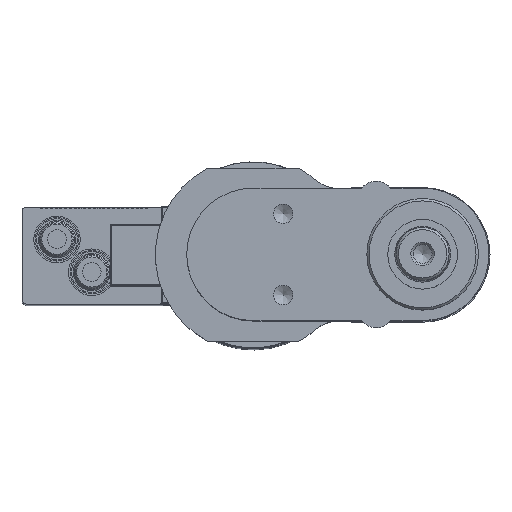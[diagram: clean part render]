
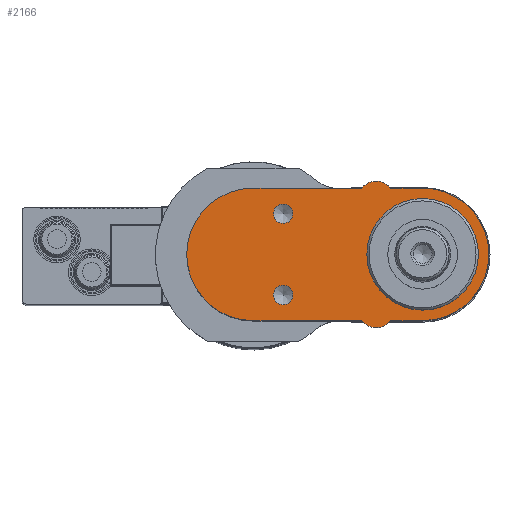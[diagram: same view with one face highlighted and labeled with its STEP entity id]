
A CAD part, top view. The second image highlights one B-rep face of the part: STEP entity #2166.
In plain terms, the highlighted planar face has unit normal (0, 0, 1).
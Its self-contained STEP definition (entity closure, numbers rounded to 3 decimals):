
#1374=CARTESIAN_POINT('',(21.688,60.0,108.0));
#1375=VERTEX_POINT('',#1374);
#1376=CARTESIAN_POINT('',(17.5,60.0,108.0));
#1377=DIRECTION('',(0.0,0.0,-1.0));
#1378=DIRECTION('',(1.0,0.0,0.0));
#1379=AXIS2_PLACEMENT_3D('',#1376,#1377,#1378);
#1380=CIRCLE('',#1379,4.188);
#1381=EDGE_CURVE('',#1375,#1375,#1380,.T.);
#1453=CARTESIAN_POINT('',(-13.312,60.0,108.0));
#1454=VERTEX_POINT('',#1453);
#1455=CARTESIAN_POINT('',(-17.5,60.0,108.0));
#1456=DIRECTION('',(0.0,0.0,-1.0));
#1457=DIRECTION('',(1.0,0.0,0.0));
#1458=AXIS2_PLACEMENT_3D('',#1455,#1456,#1457);
#1459=CIRCLE('',#1458,4.188);
#1460=EDGE_CURVE('',#1454,#1454,#1459,.T.);
#1571=CARTESIAN_POINT('',(28.5,73.0,108.0));
#1572=VERTEX_POINT('',#1571);
#1579=CARTESIAN_POINT('',(28.5,26.245,108.0));
#1580=VERTEX_POINT('',#1579);
#1581=CARTESIAN_POINT('',(28.5,73.0,108.0));
#1582=DIRECTION('',(0.0,-1.0,0.0));
#1583=VECTOR('',#1582,46.755);
#1584=LINE('',#1581,#1583);
#1585=EDGE_CURVE('',#1572,#1580,#1584,.T.);
#1603=CARTESIAN_POINT('',(28.5,13.755,108.0));
#1604=VERTEX_POINT('',#1603);
#1611=CARTESIAN_POINT('',(28.5,0.0,108.0));
#1612=VERTEX_POINT('',#1611);
#1613=CARTESIAN_POINT('',(28.5,13.755,108.0));
#1614=DIRECTION('',(0.0,-1.0,0.0));
#1615=VECTOR('',#1614,13.755);
#1616=LINE('',#1613,#1615);
#1617=EDGE_CURVE('',#1604,#1612,#1616,.T.);
#1796=CARTESIAN_POINT('',(-28.5,73.0,108.0));
#1797=VERTEX_POINT('',#1796);
#1804=CARTESIAN_POINT('',(0.0,73.0,108.0));
#1805=DIRECTION('',(0.0,0.0,-1.0));
#1806=DIRECTION('',(1.0,0.0,0.0));
#1807=AXIS2_PLACEMENT_3D('',#1804,#1805,#1806);
#1808=CIRCLE('',#1807,28.5);
#1809=EDGE_CURVE('',#1797,#1572,#1808,.T.);
#1823=CARTESIAN_POINT('',(-28.5,0.0,108.0));
#1824=VERTEX_POINT('',#1823);
#1831=CARTESIAN_POINT('',(-28.5,13.755,108.0));
#1832=VERTEX_POINT('',#1831);
#1833=CARTESIAN_POINT('',(-28.5,0.0,108.0));
#1834=DIRECTION('',(0.0,1.0,0.0));
#1835=VECTOR('',#1834,13.755);
#1836=LINE('',#1833,#1835);
#1837=EDGE_CURVE('',#1824,#1832,#1836,.T.);
#1855=CARTESIAN_POINT('',(-28.5,26.245,108.0));
#1856=VERTEX_POINT('',#1855);
#1863=CARTESIAN_POINT('',(-28.5,26.245,108.0));
#1864=DIRECTION('',(0.0,1.0,0.0));
#1865=VECTOR('',#1864,46.755);
#1866=LINE('',#1863,#1865);
#1867=EDGE_CURVE('',#1856,#1797,#1866,.T.);
#2029=CARTESIAN_POINT('',(24.,0.,108.0));
#2030=VERTEX_POINT('',#2029);
#2031=CARTESIAN_POINT('',(0.0,0.0,108.0));
#2032=DIRECTION('',(0.0,0.0,-1.0));
#2033=DIRECTION('',(-1.0,0.0,0.0));
#2034=AXIS2_PLACEMENT_3D('',#2031,#2032,#2033);
#2035=CIRCLE('',#2034,24.);
#2036=EDGE_CURVE('',#2030,#2030,#2035,.T.);
#2062=CARTESIAN_POINT('',(23.5,20.0,108.0));
#2063=DIRECTION('',(0.0,0.0,-1.0));
#2064=DIRECTION('',(-1.0,0.0,0.0));
#2065=AXIS2_PLACEMENT_3D('',#2062,#2063,#2064);
#2066=CIRCLE('',#2065,8.0);
#2067=EDGE_CURVE('',#1580,#1604,#2066,.T.);
#2114=CARTESIAN_POINT('',(-23.5,20.0,108.0));
#2115=DIRECTION('',(0.0,0.0,-1.0));
#2116=DIRECTION('',(-1.0,0.0,0.0));
#2117=AXIS2_PLACEMENT_3D('',#2114,#2115,#2116);
#2118=CIRCLE('',#2117,8.0);
#2119=EDGE_CURVE('',#1832,#1856,#2118,.T.);
#2132=CARTESIAN_POINT('',(0.0,0.0,108.0));
#2133=DIRECTION('',(0.0,0.0,-1.0));
#2134=DIRECTION('',(1.0,0.0,0.0));
#2135=AXIS2_PLACEMENT_3D('',#2132,#2133,#2134);
#2136=CIRCLE('',#2135,28.5);
#2137=EDGE_CURVE('',#1612,#1824,#2136,.T.);
#2142=CARTESIAN_POINT('',(0.,-9.995,108.0));
#2143=DIRECTION('',(0.0,0.0,1.0));
#2144=DIRECTION('',(1.0,0.0,0.0));
#2145=AXIS2_PLACEMENT_3D('',#2142,#2143,#2144);
#2146=PLANE('',#2145);
#2147=ORIENTED_EDGE('',*,*,#1585,.F.);
#2148=ORIENTED_EDGE('',*,*,#1809,.F.);
#2149=ORIENTED_EDGE('',*,*,#1867,.F.);
#2150=ORIENTED_EDGE('',*,*,#2119,.F.);
#2151=ORIENTED_EDGE('',*,*,#1837,.F.);
#2152=ORIENTED_EDGE('',*,*,#2137,.F.);
#2153=ORIENTED_EDGE('',*,*,#1617,.F.);
#2154=ORIENTED_EDGE('',*,*,#2067,.F.);
#2155=EDGE_LOOP('',(#2147,#2148,#2149,#2150,#2151,#2152,#2153,#2154));
#2156=FACE_OUTER_BOUND('',#2155,.T.);
#2157=ORIENTED_EDGE('',*,*,#1381,.T.);
#2158=EDGE_LOOP('',(#2157));
#2159=FACE_BOUND('',#2158,.T.);
#2160=ORIENTED_EDGE('',*,*,#1460,.T.);
#2161=EDGE_LOOP('',(#2160));
#2162=FACE_BOUND('',#2161,.T.);
#2163=ORIENTED_EDGE('',*,*,#2036,.T.);
#2164=EDGE_LOOP('',(#2163));
#2165=FACE_BOUND('',#2164,.T.);
#2166=ADVANCED_FACE('',(#2156,#2159,#2162,#2165),#2146,.T.);
